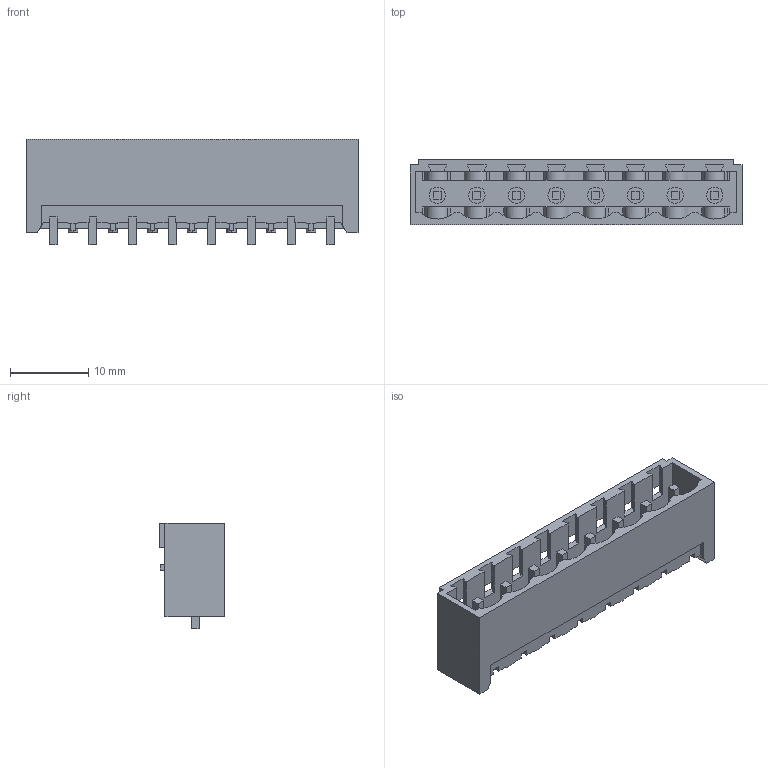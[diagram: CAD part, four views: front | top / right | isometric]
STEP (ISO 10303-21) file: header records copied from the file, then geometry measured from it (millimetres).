
FILE_DESCRIPTION(('CATIA V5 STEP Exchange','CAx-IF Rec.Pracs.--- Model Styling and Organization---1.5--- 2016-08-15','CAx-IF Rec.Pracs.---Supplemental Geometry---1.0---2011-11-01','CAx-IF Rec.Pracs.--- Composite Materials ---1.1---2010-07-15'),'2;1');
FILE_NAME ('D1455933_1', '2025-02-03T09:14:26+00:00', ('none'), ('Weidmueller'), 'CATIA Version 5-6 Release 2022 SP4 HF5', 'CATIA V5 STEP AP214 v3', 'none');
FILE_SCHEMA(('AUTOMOTIVE_DESIGN { 1 0 10303 214 1 1 1 1 }'));
Length unit declared in the file: millimetre
Products named in the file (1): 1775982001
Bounding box: 42.54 x 8.43 x 13.5 mm (x, y, z)
Volume: 1546.1 mm3; surface area: 3472.5 mm2
Topology: 1 solids, 1 shells, 492 faces, 1508 edges, 1020 vertices
Faces by surface type: plane 411, cylinder 73, extrusion 8
Entity records: 16241 total; most frequent: CARTESIAN_POINT 3520, ORIENTED_EDGE 3016, DIRECTION 1843, EDGE_CURVE 1508, VECTOR 1244, LINE 1236, VERTEX_POINT 1020, EDGE_LOOP 510
